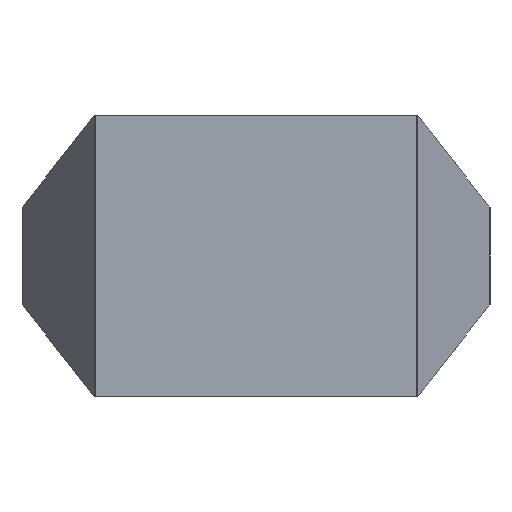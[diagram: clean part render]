
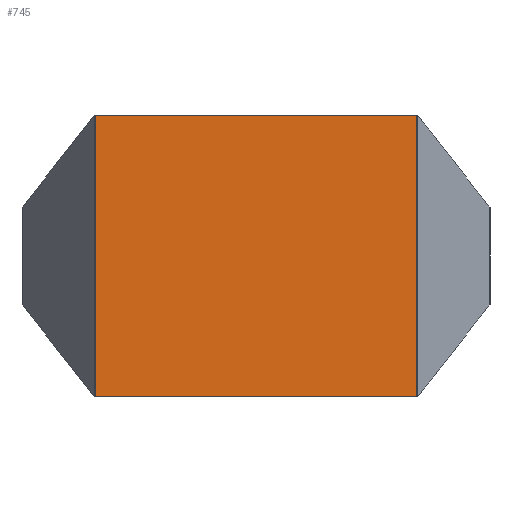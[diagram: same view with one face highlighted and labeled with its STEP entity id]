
A CAD part, front view. The second image highlights one B-rep face of the part: STEP entity #745.
In plain terms, the highlighted planar face has unit normal (0, -1, 0).
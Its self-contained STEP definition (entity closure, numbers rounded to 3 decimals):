
#87=FACE_OUTER_BOUND('',#133,.T.);
#133=EDGE_LOOP('',(#629,#630,#631,#632));
#208=LINE('',#1286,#288);
#212=LINE('',#1300,#292);
#215=LINE('',#1306,#295);
#216=LINE('',#1307,#296);
#288=VECTOR('',#968,10.);
#292=VECTOR('',#986,10.);
#295=VECTOR('',#991,10.);
#296=VECTOR('',#992,10.);
#355=VERTEX_POINT('',#1283);
#356=VERTEX_POINT('',#1285);
#359=VERTEX_POINT('',#1299);
#361=VERTEX_POINT('',#1305);
#445=EDGE_CURVE('',#356,#355,#208,.T.);
#452=EDGE_CURVE('',#359,#356,#212,.T.);
#455=EDGE_CURVE('',#355,#361,#215,.T.);
#456=EDGE_CURVE('',#361,#359,#216,.T.);
#629=ORIENTED_EDGE('',*,*,#445,.T.);
#630=ORIENTED_EDGE('',*,*,#455,.T.);
#631=ORIENTED_EDGE('',*,*,#456,.T.);
#632=ORIENTED_EDGE('',*,*,#452,.T.);
#702=PLANE('',#813);
#745=ADVANCED_FACE('',(#87),#702,.T.);
#813=AXIS2_PLACEMENT_3D('',#1304,#989,#990);
#968=DIRECTION('',(0.,0.,1.));
#986=DIRECTION('',(1.,0.,0.));
#989=DIRECTION('center_axis',(0.,-1.,0.));
#990=DIRECTION('ref_axis',(0.,0.,1.));
#991=DIRECTION('',(-1.,0.,0.));
#992=DIRECTION('',(0.,0.,-1.));
#1283=CARTESIAN_POINT('',(199.579,-0.4,175.));
#1285=CARTESIAN_POINT('',(199.579,-0.4,-175.));
#1286=CARTESIAN_POINT('',(199.579,-0.4,87.5));
#1299=CARTESIAN_POINT('',(-199.579,-0.4,-175.));
#1300=CARTESIAN_POINT('',(200.,-0.4,-175.));
#1304=CARTESIAN_POINT('Origin',(0.,-0.4,0.));
#1305=CARTESIAN_POINT('',(-199.579,-0.4,175.));
#1306=CARTESIAN_POINT('',(-200.,-0.4,175.));
#1307=CARTESIAN_POINT('',(-199.579,-0.4,-87.5));
